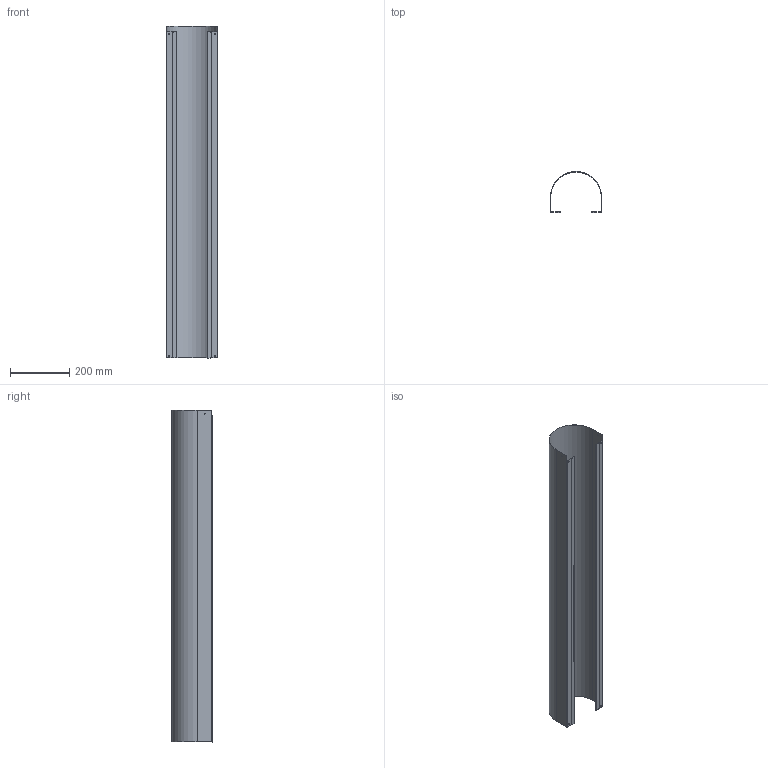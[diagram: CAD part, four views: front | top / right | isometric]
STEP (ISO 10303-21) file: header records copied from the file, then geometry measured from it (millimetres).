
FILE_DESCRIPTION((''),'2;1');
FILE_NAME('MH50411.stp','2014-03-05T15:38:11',(''),(''),'Autodesk Inventor 2013','Autodesk Inventor 2013','');
FILE_SCHEMA(('AUTOMOTIVE_DESIGN { 1 2 10303 214 0 1 1 1 }'));
Length unit declared in the file: millimetre
Products named in the file (1): MH50411
Bounding box: 172 x 137.5 x 1120 mm (x, y, z)
Volume: 259068.7 mm3; surface area: 1037885.9 mm2
Topology: 1 solids, 1 shells, 62 faces, 146 edges, 86 vertices
Faces by surface type: plane 40, cylinder 22
Full cylindrical faces by diameter (mm): 2.5 x2, 4 x4
Entity records: 1708 total; most frequent: DIRECTION 304, CARTESIAN_POINT 277, ORIENTED_EDGE 268, EDGE_CURVE 134, AXIS2_PLACEMENT_3D 107, VECTOR 90, LINE 90, VERTEX_POINT 80
